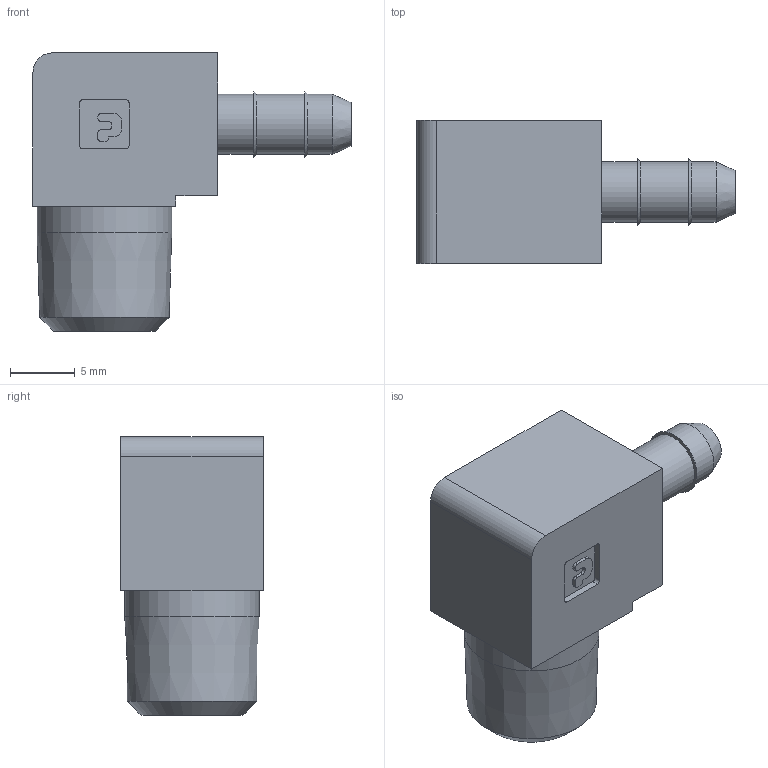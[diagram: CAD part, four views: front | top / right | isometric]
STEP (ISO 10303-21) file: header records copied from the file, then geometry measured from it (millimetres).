
FILE_DESCRIPTION(/* description */ ('Male Elbow'),/* implementation_level */ '2;1');
FILE_NAME(/* name */ 'Pneumatics_Male Elbow_229-4-2.ipt.step',/* time_stamp */ '2015-01-02T19:27:38-08:00',/* author */ ('Autodesk Inc.'),/* organization */ ('Autodesk Inc.'),/* preprocessor_version */ 'ST-DEVELOPER v15.6',/* originating_system */ 'Autodesk Inventor 2015',/* authorisation */ '');
FILE_SCHEMA (('AUTOMOTIVE_DESIGN { 1 0 10303 214 3 1 1 }'));
Length unit declared in the file: inch
Products named in the file (1): Pneumatics_Male Elbow_229-4-2
Bounding box: 24.6 x 11.05 x 21.53 mm (x, y, z)
Volume: 2433.8 mm3; surface area: 1649.6 mm2
Topology: 1 solids, 1 shells, 85 faces, 216 edges, 143 vertices
Faces by surface type: plane 46, cylinder 33, cone 6
Full cylindrical faces by diameter (mm): 3.048 x1, 4.648 x3, 5.563 x1, 10.414 x1
Entity records: 2517 total; most frequent: DIRECTION 445, CARTESIAN_POINT 427, ORIENTED_EDGE 402, EDGE_CURVE 201, AXIS2_PLACEMENT_3D 158, VERTEX_POINT 140, LINE 129, VECTOR 129
